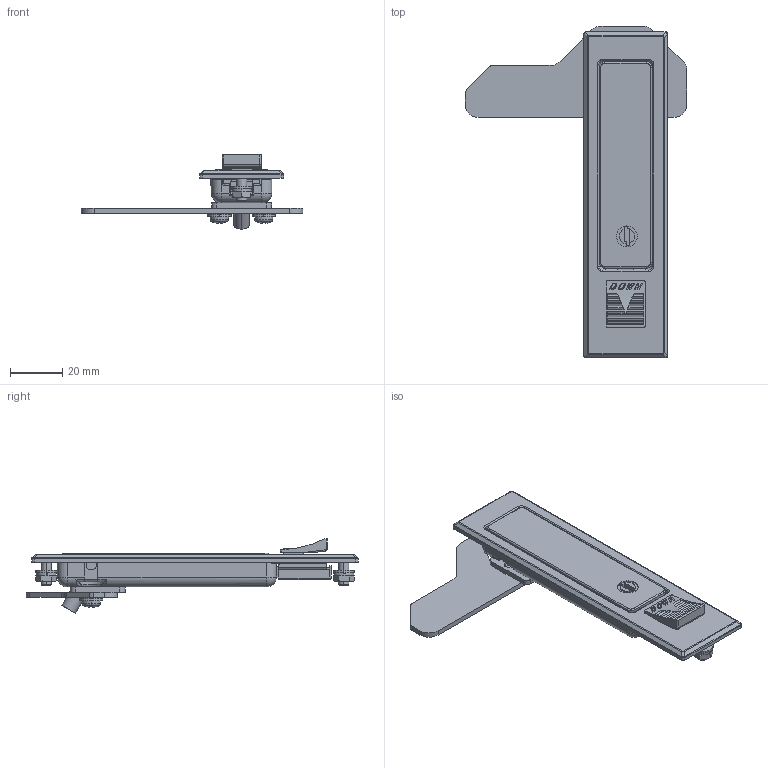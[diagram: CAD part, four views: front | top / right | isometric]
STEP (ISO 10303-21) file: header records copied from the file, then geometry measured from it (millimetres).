
FILE_DESCRIPTION (( 'STEP AP203' ), '1' );
FILE_NAME ('A-1600-A-1-1.STEP', '2020-11-30T07:39:55', ( '' ), ( '' ), 'SwSTEP 2.0', 'SolidWorks 2018', '' );
FILE_SCHEMA (( 'CONFIG_CONTROL_DESIGN' ));
Length unit declared in the file: millimetre
Products named in the file (20): A-1600-A_Latch case__ラッチケースカシメ後; A-1600-A_Latch_; A-1600-A_Clasp_; A-1600-A_Body decorative panel__カシメ; A-1600-A_Mounting body assy_; A-1600-A_screw with cross hole__M4x10スタッド(SUS)呼び径基準; A-1600-A_handle plate__A-1600-A-1-1 カシメ後; A-1600-A_Spring washer__M4偽偹嵗嬥(SUS); A-1600-A-1-1; A-1600-A_collar_; A-1600-A_washer__M4平ワッシャー(鉄)小形(旧JIS); A-1600-A_nut__M4ナット(SUS)3種_呼び径基準; A-1600-A_handle pin__カシメ; A-1600-A_handle assy__A-1600-A-1-1　LOCK; A-1600-A_Mounting body_; A-1600-A_button_; A-1600-A_screw with cross hole__M4x5十字穴付なべ小ねじ(SUS); A-1600-A_handle_; A-1600-A_back plate_; A-1600-A_Caulking pin__カシメ後
Assembly tree (25 placements, depth 3):
  A-1600-A-1-1
    A-1600-A_Mounting body assy_
      A-1600-A_Mounting body_
      A-1600-A_Latch case__ラッチケースカシメ後
      A-1600-A_Latch_
      A-1600-A_back plate_
    A-1600-A_Body decorative panel__カシメ
    A-1600-A_button_
    A-1600-A_handle assy__A-1600-A-1-1　LOCK
      A-1600-A_handle_
      A-1600-A_handle plate__A-1600-A-1-1 カシメ後
      A-1600-A_handle pin__カシメ
    A-1600-A_Clasp_
    A-1600-A_collar_  x2
    A-1600-A_screw with cross hole__M4x5十字穴付なべ小ねじ(SUS)  x2
    A-1600-A_screw with cross hole__M4x10スタッド(SUS)呼び径基準  x2
    A-1600-A_washer__M4平ワッシャー(鉄)小形(旧JIS)  x2
    A-1600-A_Spring washer__M4偽偹嵗嬥(SUS)  x2
    A-1600-A_nut__M4ナット(SUS)3種_呼び径基準  x2
    A-1600-A_Caulking pin__カシメ後
Bounding box: 85 x 127.2 x 28.53 mm (x, y, z)
Volume: 17385.2 mm3; surface area: 38143.3 mm2
Topology: 23 solids, 23 shells, 1142 faces, 2853 edges, 1744 vertices
Faces by surface type: plane 541, cylinder 397, bspline 80, torus 58, cone 50, sphere 16
Entity records: 35607 total; most frequent: CARTESIAN_POINT 9008, ORIENTED_EDGE 5198, DIRECTION 4971, EDGE_CURVE 2599, AXIS2_PLACEMENT_3D 1733, VERTEX_POINT 1604, LINE 1505, VECTOR 1505
